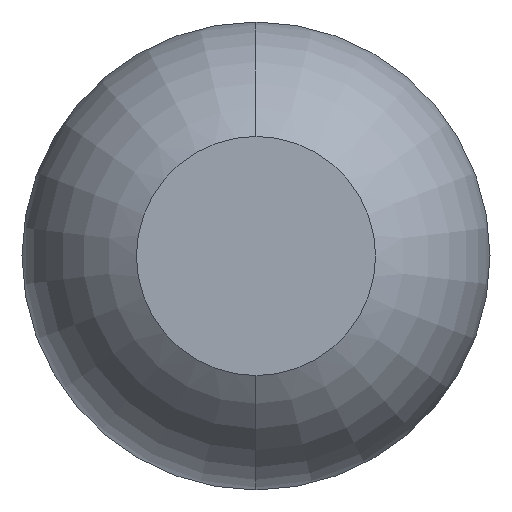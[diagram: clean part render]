
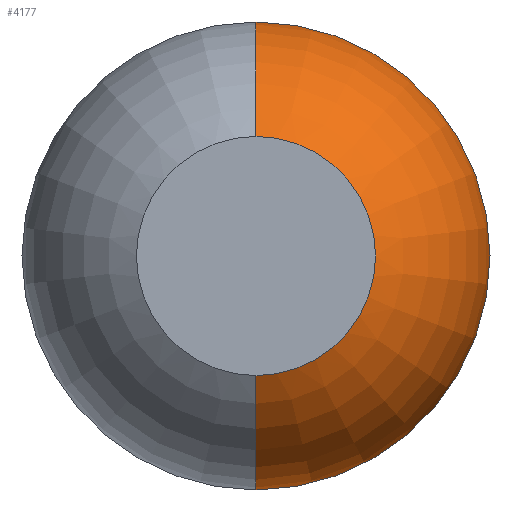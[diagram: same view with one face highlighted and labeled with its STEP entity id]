
A CAD part, front view. The second image highlights one B-rep face of the part: STEP entity #4177.
In plain terms, the highlighted toroidal (fillet/blend) face has major radius 0.035 mm and minor radius 0.65 mm.
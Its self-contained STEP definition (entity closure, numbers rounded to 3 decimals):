
#23 = AXIS2_PLACEMENT_3D ( 'NONE', #2873, #3465, #3449 ) ;
#32 = DIRECTION ( 'NONE',  ( 0., 0., -1. ) ) ;
#223 = VERTEX_POINT ( 'NONE', #1686 ) ;
#241 = DIRECTION ( 'NONE',  ( 0., -1., 0. ) ) ;
#539 = VERTEX_POINT ( 'NONE', #3572 ) ;
#662 = DIRECTION ( 'NONE',  ( 0., 0., -1. ) ) ;
#869 = ORIENTED_EDGE ( 'NONE', *, *, #4619, .F. ) ;
#886 = EDGE_CURVE ( 'NONE', #2260, #223, #2633, .T. ) ;
#999 = TOROIDAL_SURFACE ( 'NONE', #4526, 0.035, 0.65 ) ;
#1027 = CARTESIAN_POINT ( 'NONE',  ( 0., -24.431, 0. ) ) ;
#1140 = AXIS2_PLACEMENT_3D ( 'NONE', #3438, #241, #4243 ) ;
#1178 = EDGE_CURVE ( 'Defeature ausgef�hrt1_10+Defeature ausgef�hrt1_11+Defeature ausgef�hrt1_11+Defeature ausgef�hrt1_11', #1782, #2260, #2520, .T. ) ;
#1299 = EDGE_LOOP ( 'NONE', ( #4568, #4379, #1638, #869 ) ) ;
#1638 = ORIENTED_EDGE ( 'NONE', *, *, #4544, .F. ) ;
#1686 = CARTESIAN_POINT ( 'NONE',  ( 0., -25., 0.35 ) ) ;
#1742 = FACE_OUTER_BOUND ( 'NONE', #1299, .T. ) ;
#1782 = VERTEX_POINT ( 'NONE', #4215 ) ;
#1831 = DIRECTION ( 'NONE',  ( 0., -1., 0. ) ) ;
#2180 = CIRCLE ( 'NONE', #3090, 0.65 ) ;
#2260 = VERTEX_POINT ( 'NONE', #3493 ) ;
#2520 = CIRCLE ( 'NONE', #2913, 0.685 ) ;
#2633 = CIRCLE ( 'NONE', #23, 0.65 ) ;
#2873 = CARTESIAN_POINT ( 'NONE',  ( 0., -24.431, 0.035 ) ) ;
#2913 = AXIS2_PLACEMENT_3D ( 'NONE', #3271, #1831, #32 ) ;
#3090 = AXIS2_PLACEMENT_3D ( 'NONE', #3818, #3092, #3489 ) ;
#3092 = DIRECTION ( 'NONE',  ( -1., 0., 0. ) ) ;
#3271 = CARTESIAN_POINT ( 'NONE',  ( 0., -24.431, 0. ) ) ;
#3438 = CARTESIAN_POINT ( 'NONE',  ( 0., -25., 0. ) ) ;
#3449 = DIRECTION ( 'NONE',  ( 0., 0., -1. ) ) ;
#3465 = DIRECTION ( 'NONE',  ( 1., 0., 0. ) ) ;
#3489 = DIRECTION ( 'NONE',  ( 0., 0., 1. ) ) ;
#3493 = CARTESIAN_POINT ( 'NONE',  ( 0., -24.431, 0.685 ) ) ;
#3572 = CARTESIAN_POINT ( 'NONE',  ( 0., -25., -0.35 ) ) ;
#3818 = CARTESIAN_POINT ( 'NONE',  ( 0., -24.431, -0.035 ) ) ;
#3863 = DIRECTION ( 'NONE',  ( 0., -1., 0. ) ) ;
#4177 = ADVANCED_FACE ( 'Defeature ausgef�hrt1_10', ( #1742 ), #999, .T. ) ;
#4215 = CARTESIAN_POINT ( 'NONE',  ( 0., -24.431, -0.685 ) ) ;
#4243 = DIRECTION ( 'NONE',  ( 0., 0., -1. ) ) ;
#4279 = CIRCLE ( 'NONE', #1140, 0.35 ) ;
#4379 = ORIENTED_EDGE ( 'NONE', *, *, #886, .T. ) ;
#4526 = AXIS2_PLACEMENT_3D ( 'NONE', #1027, #3863, #662 ) ;
#4544 = EDGE_CURVE ( 'Defeature ausgef�hrt1_13+Defeature ausgef�hrt1_10+Defeature ausgef�hrt1_10+Defeature ausgef�hrt1_10', #539, #223, #4279, .T. ) ;
#4568 = ORIENTED_EDGE ( 'NONE', *, *, #1178, .T. ) ;
#4619 = EDGE_CURVE ( 'NONE', #1782, #539, #2180, .T. ) ;
